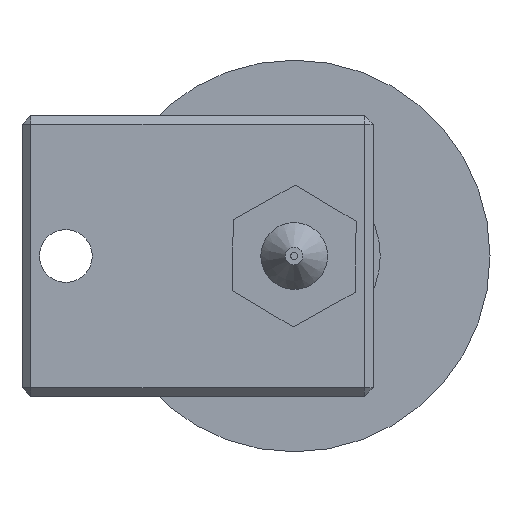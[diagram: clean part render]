
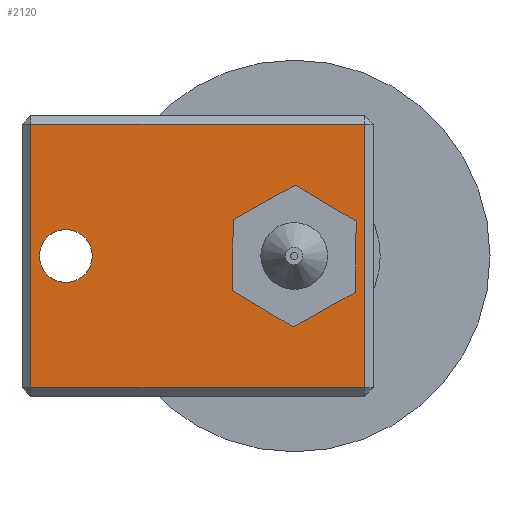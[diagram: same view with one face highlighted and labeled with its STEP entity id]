
A CAD part, front view. The second image highlights one B-rep face of the part: STEP entity #2120.
In plain terms, the highlighted planar face has unit normal (0, -1, 0).
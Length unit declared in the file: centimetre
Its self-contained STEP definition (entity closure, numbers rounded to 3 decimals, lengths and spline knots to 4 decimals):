
#32=VECTOR('',#2688,1.);
#33=VECTOR('',#2689,1.);
#34=VECTOR('',#2690,1.);
#35=VECTOR('',#2691,1.);
#110=LINE('',#3124,#32);
#111=LINE('',#3127,#33);
#112=LINE('',#3129,#34);
#113=LINE('',#3131,#35);
#713=PLANE('',#2330);
#853=VERTEX_POINT('',#3115);
#856=VERTEX_POINT('',#3122);
#857=VERTEX_POINT('',#3125);
#858=VERTEX_POINT('',#3126);
#859=VERTEX_POINT('',#3128);
#860=VERTEX_POINT('',#3130);
#993=CIRCLE('',#2325,0.15);
#996=CIRCLE('',#2329,0.3);
#1101=EDGE_CURVE('',#853,#853,#993,.T.);
#1104=EDGE_CURVE('',#856,#856,#996,.T.);
#1105=EDGE_CURVE('',#857,#858,#110,.T.);
#1106=EDGE_CURVE('',#859,#857,#111,.T.);
#1107=EDGE_CURVE('',#860,#859,#112,.T.);
#1108=EDGE_CURVE('',#858,#860,#113,.T.);
#1366=ORIENTED_EDGE('',*,*,#1105,.F.);
#1367=ORIENTED_EDGE('',*,*,#1106,.F.);
#1368=ORIENTED_EDGE('',*,*,#1107,.F.);
#1369=ORIENTED_EDGE('',*,*,#1108,.F.);
#1370=ORIENTED_EDGE('',*,*,#1104,.T.);
#1371=ORIENTED_EDGE('',*,*,#1101,.T.);
#1725=EDGE_LOOP('',(#1366,#1367,#1368,#1369));
#1726=EDGE_LOOP('',(#1370));
#1727=EDGE_LOOP('',(#1371));
#1963=FACE_BOUND('',#1725,.T.);
#1964=FACE_BOUND('',#1726,.T.);
#1965=FACE_BOUND('',#1727,.T.);
#2120=ADVANCED_FACE('',(#1963,#1964,#1965),#713,.T.);
#2325=AXIS2_PLACEMENT_3D('',#3114,#2677,#2678);
#2329=AXIS2_PLACEMENT_3D('',#3121,#2685,#2686);
#2330=AXIS2_PLACEMENT_3D('',#3123,#2687,$);
#2677=DIRECTION('',(0.,1.,0.));
#2678=DIRECTION('',(0.15,0.,0.));
#2685=DIRECTION('',(0.,1.,0.));
#2686=DIRECTION('',(0.3,0.,0.));
#2687=DIRECTION('',(0.,-1.,0.));
#2688=DIRECTION('',(-1.,0.,0.));
#2689=DIRECTION('',(0.,0.,-1.));
#2690=DIRECTION('',(1.,0.,0.));
#2691=DIRECTION('',(0.,0.,1.));
#3114=CARTESIAN_POINT('',(-1.3,-0.4,0.));
#3115=CARTESIAN_POINT('',(-1.45,-0.4,0.));
#3121=CARTESIAN_POINT('',(0.,-0.4,0.));
#3122=CARTESIAN_POINT('',(-0.3,-0.4,0.));
#3123=CARTESIAN_POINT('',(-0.55,-0.4,-0.8));
#3124=CARTESIAN_POINT('',(-0.55,-0.4,-0.75));
#3125=CARTESIAN_POINT('',(0.4,-0.4,-0.75));
#3126=CARTESIAN_POINT('',(-1.5,-0.4,-0.75));
#3127=CARTESIAN_POINT('',(0.4,-0.4,-0.8));
#3128=CARTESIAN_POINT('',(0.4,-0.4,0.75));
#3129=CARTESIAN_POINT('',(-0.55,-0.4,0.75));
#3130=CARTESIAN_POINT('',(-1.5,-0.4,0.75));
#3131=CARTESIAN_POINT('',(-1.5,-0.4,-0.8));
